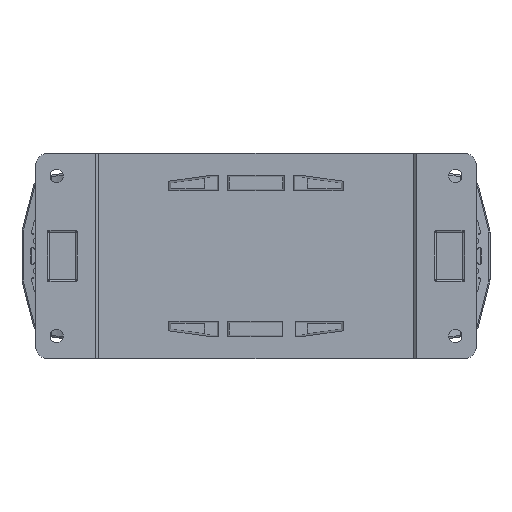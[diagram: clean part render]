
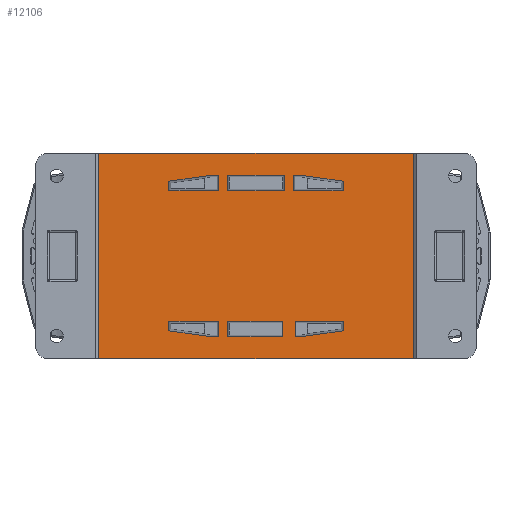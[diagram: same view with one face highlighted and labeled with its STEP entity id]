
A CAD part, front view. The second image highlights one B-rep face of the part: STEP entity #12106.
In plain terms, the highlighted planar face has unit normal (0, -1, 0).
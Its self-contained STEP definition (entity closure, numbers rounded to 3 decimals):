
#9458=FACE_BOUND('',#16921,.T.);
#9459=FACE_BOUND('',#16922,.T.);
#9460=FACE_BOUND('',#16923,.T.);
#9461=FACE_BOUND('',#16924,.T.);
#9462=FACE_BOUND('',#16925,.T.);
#9463=FACE_BOUND('',#16926,.T.);
#9464=FACE_BOUND('',#16927,.T.);
#12106=ADVANCED_FACE('',(#9458,#9459,#9460,#9461,#9462,#9463,#9464),#13784,
 .T.);
#13784=PLANE('',#45382);
#16921=EDGE_LOOP('',(#21781,#21782,#21783,#21784,#21785));
#16922=EDGE_LOOP('',(#21786,#21787,#21788,#21789));
#16923=EDGE_LOOP('',(#21790,#21791,#21792,#21793));
#16924=EDGE_LOOP('',(#21794,#21795,#21796,#21797,#21798));
#16925=EDGE_LOOP('',(#21799,#21800,#21801,#21802,#21803));
#16926=EDGE_LOOP('',(#21804,#21805,#21806,#21807,#21808));
#16927=EDGE_LOOP('',(#21809,#21810,#21811,#21812));
#21781=ORIENTED_EDGE('',*,*,#34751,.T.);
#21782=ORIENTED_EDGE('',*,*,#34749,.T.);
#21783=ORIENTED_EDGE('',*,*,#34717,.T.);
#21784=ORIENTED_EDGE('',*,*,#34712,.T.);
#21785=ORIENTED_EDGE('',*,*,#34753,.T.);
#21786=ORIENTED_EDGE('',*,*,#34646,.T.);
#21787=ORIENTED_EDGE('',*,*,#34652,.F.);
#21788=ORIENTED_EDGE('',*,*,#34653,.T.);
#21789=ORIENTED_EDGE('',*,*,#34657,.T.);
#21790=ORIENTED_EDGE('',*,*,#34665,.T.);
#21791=ORIENTED_EDGE('',*,*,#34664,.F.);
#21792=ORIENTED_EDGE('',*,*,#34661,.T.);
#21793=ORIENTED_EDGE('',*,*,#34669,.T.);
#21794=ORIENTED_EDGE('',*,*,#34684,.F.);
#21795=ORIENTED_EDGE('',*,*,#34696,.F.);
#21796=ORIENTED_EDGE('',*,*,#34692,.F.);
#21797=ORIENTED_EDGE('',*,*,#34680,.F.);
#21798=ORIENTED_EDGE('',*,*,#34683,.F.);
#21799=ORIENTED_EDGE('',*,*,#34673,.F.);
#21800=ORIENTED_EDGE('',*,*,#34676,.F.);
#21801=ORIENTED_EDGE('',*,*,#34705,.F.);
#21802=ORIENTED_EDGE('',*,*,#34702,.F.);
#21803=ORIENTED_EDGE('',*,*,#34711,.F.);
#21804=ORIENTED_EDGE('',*,*,#34725,.T.);
#21805=ORIENTED_EDGE('',*,*,#34726,.T.);
#21806=ORIENTED_EDGE('',*,*,#34738,.T.);
#21807=ORIENTED_EDGE('',*,*,#34734,.T.);
#21808=ORIENTED_EDGE('',*,*,#34721,.T.);
#21809=ORIENTED_EDGE('',*,*,#34637,.T.);
#21810=ORIENTED_EDGE('',*,*,#34640,.F.);
#21811=ORIENTED_EDGE('',*,*,#34644,.T.);
#21812=ORIENTED_EDGE('',*,*,#34754,.F.);
#30802=VERTEX_POINT('',#63157);
#30805=VERTEX_POINT('',#63164);
#30807=VERTEX_POINT('',#63170);
#30809=VERTEX_POINT('',#63177);
#30810=VERTEX_POINT('',#63182);
#30811=VERTEX_POINT('',#63183);
#30815=VERTEX_POINT('',#63193);
#30816=VERTEX_POINT('',#63197);
#30818=VERTEX_POINT('',#63207);
#30821=VERTEX_POINT('',#63212);
#30822=VERTEX_POINT('',#63216);
#30824=VERTEX_POINT('',#63222);
#30826=VERTEX_POINT('',#63232);
#30829=VERTEX_POINT('',#63237);
#30831=VERTEX_POINT('',#63243);
#30832=VERTEX_POINT('',#63247);
#30835=VERTEX_POINT('',#63252);
#30837=VERTEX_POINT('',#63258);
#30838=VERTEX_POINT('',#63262);
#30844=VERTEX_POINT('',#63278);
#30850=VERTEX_POINT('',#63298);
#30851=VERTEX_POINT('',#63299);
#30854=VERTEX_POINT('',#63318);
#30855=VERTEX_POINT('',#63319);
#30859=VERTEX_POINT('',#63329);
#30862=VERTEX_POINT('',#63336);
#30863=VERTEX_POINT('',#63338);
#30865=VERTEX_POINT('',#63344);
#30866=VERTEX_POINT('',#63348);
#30872=VERTEX_POINT('',#63364);
#30880=VERTEX_POINT('',#63394);
#30881=VERTEX_POINT('',#63398);
#34637=EDGE_CURVE('',#30802,#30805,#39343,.T.);
#34640=EDGE_CURVE('',#30807,#30805,#39346,.T.);
#34644=EDGE_CURVE('',#30807,#30809,#39350,.T.);
#34646=EDGE_CURVE('',#30810,#30811,#39352,.T.);
#34652=EDGE_CURVE('',#30815,#30811,#39358,.T.);
#34653=EDGE_CURVE('',#30815,#30816,#39359,.T.);
#34657=EDGE_CURVE('',#30816,#30810,#39363,.T.);
#34661=EDGE_CURVE('',#30818,#30821,#39367,.T.);
#34664=EDGE_CURVE('',#30818,#30822,#39370,.T.);
#34665=EDGE_CURVE('',#30824,#30822,#39371,.T.);
#34669=EDGE_CURVE('',#30821,#30824,#39375,.T.);
#34673=EDGE_CURVE('',#30829,#30826,#39379,.T.);
#34676=EDGE_CURVE('',#30831,#30829,#39382,.T.);
#34680=EDGE_CURVE('',#30835,#30832,#39386,.T.);
#34683=EDGE_CURVE('',#30837,#30835,#39389,.T.);
#34684=EDGE_CURVE('',#30838,#30837,#39390,.T.);
#34692=EDGE_CURVE('',#30832,#30844,#39398,.T.);
#34696=EDGE_CURVE('',#30844,#30838,#39402,.T.);
#34702=EDGE_CURVE('',#30850,#30851,#39408,.T.);
#34705=EDGE_CURVE('',#30851,#30831,#39411,.T.);
#34711=EDGE_CURVE('',#30826,#30850,#39417,.T.);
#34712=EDGE_CURVE('',#30854,#30855,#39418,.T.);
#34717=EDGE_CURVE('',#30859,#30854,#39423,.T.);
#34721=EDGE_CURVE('',#30863,#30862,#39427,.T.);
#34725=EDGE_CURVE('',#30862,#30865,#39431,.T.);
#34726=EDGE_CURVE('',#30865,#30866,#39432,.T.);
#34734=EDGE_CURVE('',#30872,#30863,#39440,.T.);
#34738=EDGE_CURVE('',#30866,#30872,#39444,.T.);
#34749=EDGE_CURVE('',#30880,#30859,#39455,.T.);
#34751=EDGE_CURVE('',#30881,#30880,#39457,.T.);
#34753=EDGE_CURVE('',#30855,#30881,#39459,.T.);
#34754=EDGE_CURVE('',#30802,#30809,#39460,.T.);
#39343=LINE('',#63165,#42345);
#39346=LINE('',#63171,#42348);
#39350=LINE('',#63178,#42352);
#39352=LINE('',#63181,#42354);
#39358=LINE('',#63194,#42360);
#39359=LINE('',#63196,#42361);
#39363=LINE('',#63204,#42365);
#39367=LINE('',#63213,#42369);
#39370=LINE('',#63219,#42372);
#39371=LINE('',#63221,#42373);
#39375=LINE('',#63229,#42377);
#39379=LINE('',#63238,#42381);
#39382=LINE('',#63244,#42384);
#39386=LINE('',#63253,#42388);
#39389=LINE('',#63259,#42391);
#39390=LINE('',#63261,#42392);
#39398=LINE('',#63277,#42400);
#39402=LINE('',#63284,#42404);
#39408=LINE('',#63297,#42410);
#39411=LINE('',#63303,#42413);
#39417=LINE('',#63315,#42419);
#39418=LINE('',#63317,#42420);
#39423=LINE('',#63328,#42425);
#39427=LINE('',#63337,#42429);
#39431=LINE('',#63345,#42433);
#39432=LINE('',#63347,#42434);
#39440=LINE('',#63363,#42442);
#39444=LINE('',#63370,#42446);
#39455=LINE('',#63393,#42457);
#39457=LINE('',#63397,#42459);
#39459=LINE('',#63401,#42461);
#39460=LINE('',#63403,#42462);
#42345=VECTOR('',#49412,1.);
#42348=VECTOR('',#49417,1.);
#42352=VECTOR('',#49423,1.);
#42354=VECTOR('',#49427,1.);
#42360=VECTOR('',#49435,1.);
#42361=VECTOR('',#49438,1.);
#42365=VECTOR('',#49446,1.);
#42369=VECTOR('',#49452,1.);
#42372=VECTOR('',#49457,1.);
#42373=VECTOR('',#49460,1.);
#42377=VECTOR('',#49468,1.);
#42381=VECTOR('',#49474,1.);
#42384=VECTOR('',#49479,1.);
#42388=VECTOR('',#49485,1.);
#42391=VECTOR('',#49490,1.);
#42392=VECTOR('',#49493,1.);
#42400=VECTOR('',#49505,1.);
#42404=VECTOR('',#49511,1.);
#42410=VECTOR('',#49523,1.);
#42413=VECTOR('',#49528,1.);
#42419=VECTOR('',#49542,1.);
#42420=VECTOR('',#49545,1.);
#42425=VECTOR('',#49552,1.);
#42429=VECTOR('',#49558,1.);
#42433=VECTOR('',#49564,1.);
#42434=VECTOR('',#49567,1.);
#42442=VECTOR('',#49579,1.);
#42446=VECTOR('',#49585,1.);
#42457=VECTOR('',#49608,1.);
#42459=VECTOR('',#49612,1.);
#42461=VECTOR('',#49616,1.);
#42462=VECTOR('',#49619,1.);
#45382=AXIS2_PLACEMENT_3D('',#63404,#49620,#49621);
#49412=DIRECTION('',(-1.,0.,0.));
#49417=DIRECTION('',(0.,0.,1.));
#49423=DIRECTION('',(1.,0.,0.));
#49427=DIRECTION('',(-1.,0.,0.));
#49435=DIRECTION('',(0.,0.,-1.));
#49438=DIRECTION('',(1.,0.,0.));
#49446=DIRECTION('',(0.,0.,-1.));
#49452=DIRECTION('',(0.,0.,-1.));
#49457=DIRECTION('',(-1.,0.,0.));
#49460=DIRECTION('',(0.,0.,1.));
#49468=DIRECTION('',(-1.,0.,0.));
#49474=DIRECTION('',(0.,0.,-1.));
#49479=DIRECTION('',(-1.,0.,0.));
#49485=DIRECTION('',(-1.,0.,0.));
#49490=DIRECTION('',(0.,0.,1.));
#49493=DIRECTION('',(1.,0.,0.));
#49505=DIRECTION('',(-0.99,0.,-0.139));
#49511=DIRECTION('',(0.,0.,-1.));
#49523=DIRECTION('',(0.,0.,1.));
#49528=DIRECTION('',(-0.99,0.,0.139));
#49542=DIRECTION('',(1.,0.,0.));
#49545=DIRECTION('',(0.,0.,1.));
#49552=DIRECTION('',(-1.,0.,0.));
#49558=DIRECTION('',(0.,0.,-1.));
#49564=DIRECTION('',(-1.,0.,0.));
#49567=DIRECTION('',(-0.99,0.,0.139));
#49579=DIRECTION('',(1.,0.,0.));
#49585=DIRECTION('',(0.,0.,1.));
#49608=DIRECTION('',(-0.99,0.,-0.139));
#49612=DIRECTION('',(0.,0.,-1.));
#49616=DIRECTION('',(1.,0.,0.));
#49619=DIRECTION('',(0.,0.,-1.));
#49620=DIRECTION('',(0.,-1.,0.));
#49621=DIRECTION('',(0.,0.,1.));
#63157=CARTESIAN_POINT('',(52.25,-62.2,34.));
#63164=CARTESIAN_POINT('',(-51.75,-62.2,34.));
#63165=CARTESIAN_POINT('',(52.25,-62.2,34.));
#63170=CARTESIAN_POINT('',(-51.75,-62.2,-34.));
#63171=CARTESIAN_POINT('',(-51.75,-62.2,-34.));
#63177=CARTESIAN_POINT('',(52.25,-62.2,-34.));
#63178=CARTESIAN_POINT('',(-51.75,-62.2,-34.));
#63181=CARTESIAN_POINT('',(8.972,-62.2,-26.734));
#63182=CARTESIAN_POINT('',(8.972,-62.2,-26.734));
#63183=CARTESIAN_POINT('',(-9.1,-62.2,-26.734));
#63193=CARTESIAN_POINT('',(-9.1,-62.2,-21.587));
#63194=CARTESIAN_POINT('',(-9.1,-62.2,-21.587));
#63196=CARTESIAN_POINT('',(-9.1,-62.2,-21.587));
#63197=CARTESIAN_POINT('',(8.972,-62.2,-21.587));
#63204=CARTESIAN_POINT('',(8.972,-62.2,-21.587));
#63207=CARTESIAN_POINT('',(9.6,-62.2,26.734));
#63212=CARTESIAN_POINT('',(9.6,-62.2,21.587));
#63213=CARTESIAN_POINT('',(9.6,-62.2,26.734));
#63216=CARTESIAN_POINT('',(-9.1,-62.2,26.734));
#63219=CARTESIAN_POINT('',(9.6,-62.2,26.734));
#63221=CARTESIAN_POINT('',(-9.1,-62.2,21.587));
#63222=CARTESIAN_POINT('',(-9.1,-62.2,21.587));
#63229=CARTESIAN_POINT('',(9.6,-62.2,21.587));
#63232=CARTESIAN_POINT('',(12.6,-62.2,21.587));
#63237=CARTESIAN_POINT('',(12.6,-62.2,26.734));
#63238=CARTESIAN_POINT('',(12.6,-62.2,26.734));
#63243=CARTESIAN_POINT('',(15.028,-62.2,26.734));
#63244=CARTESIAN_POINT('',(15.028,-62.2,26.734));
#63247=CARTESIAN_POINT('',(-14.528,-62.2,26.734));
#63252=CARTESIAN_POINT('',(-12.1,-62.2,26.734));
#63253=CARTESIAN_POINT('',(-12.1,-62.2,26.734));
#63258=CARTESIAN_POINT('',(-12.1,-62.2,21.587));
#63259=CARTESIAN_POINT('',(-12.1,-62.2,21.587));
#63261=CARTESIAN_POINT('',(-28.628,-62.2,21.587));
#63262=CARTESIAN_POINT('',(-28.628,-62.2,21.587));
#63277=CARTESIAN_POINT('',(-14.528,-62.2,26.734));
#63278=CARTESIAN_POINT('',(-28.628,-62.2,24.755));
#63284=CARTESIAN_POINT('',(-28.628,-62.2,24.755));
#63297=CARTESIAN_POINT('',(29.128,-62.2,21.587));
#63298=CARTESIAN_POINT('',(29.128,-62.2,21.587));
#63299=CARTESIAN_POINT('',(29.128,-62.2,24.755));
#63303=CARTESIAN_POINT('',(29.128,-62.2,24.755));
#63315=CARTESIAN_POINT('',(12.6,-62.2,21.587));
#63317=CARTESIAN_POINT('',(13.228,-62.2,-26.734));
#63318=CARTESIAN_POINT('',(13.228,-62.2,-26.734));
#63319=CARTESIAN_POINT('',(13.228,-62.2,-21.587));
#63328=CARTESIAN_POINT('',(15.028,-62.2,-26.734));
#63329=CARTESIAN_POINT('',(15.028,-62.2,-26.734));
#63336=CARTESIAN_POINT('',(-12.1,-62.2,-26.734));
#63337=CARTESIAN_POINT('',(-12.1,-62.2,-21.587));
#63338=CARTESIAN_POINT('',(-12.1,-62.2,-21.587));
#63344=CARTESIAN_POINT('',(-14.528,-62.2,-26.734));
#63345=CARTESIAN_POINT('',(-12.1,-62.2,-26.734));
#63347=CARTESIAN_POINT('',(-14.528,-62.2,-26.734));
#63348=CARTESIAN_POINT('',(-28.628,-62.2,-24.755));
#63363=CARTESIAN_POINT('',(-28.628,-62.2,-21.587));
#63364=CARTESIAN_POINT('',(-28.628,-62.2,-21.587));
#63370=CARTESIAN_POINT('',(-28.628,-62.2,-24.755));
#63393=CARTESIAN_POINT('',(29.128,-62.2,-24.755));
#63394=CARTESIAN_POINT('',(29.128,-62.2,-24.755));
#63397=CARTESIAN_POINT('',(29.128,-62.2,-21.587));
#63398=CARTESIAN_POINT('',(29.128,-62.2,-21.587));
#63401=CARTESIAN_POINT('',(13.228,-62.2,-21.587));
#63403=CARTESIAN_POINT('',(52.25,-62.2,34.));
#63404=CARTESIAN_POINT('',(-19.378,-62.2,30.805));
